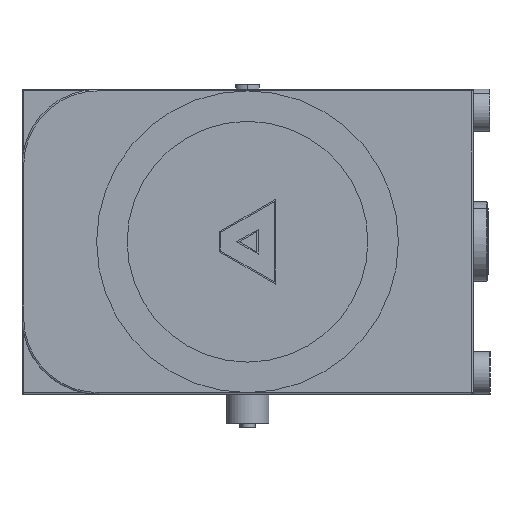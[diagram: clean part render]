
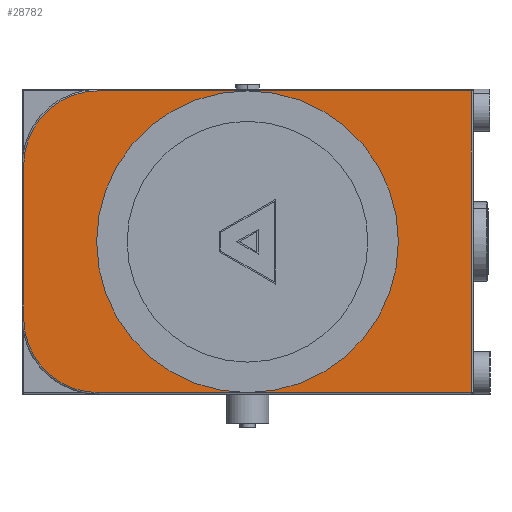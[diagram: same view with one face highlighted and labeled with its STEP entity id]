
A CAD part, left-side view. The second image highlights one B-rep face of the part: STEP entity #28782.
In plain terms, the highlighted planar face has unit normal (-1, 0, 0).
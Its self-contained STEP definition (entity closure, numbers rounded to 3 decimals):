
#1276 = ORIENTED_EDGE ( 'NONE', *, *, #17684, .T. ) ;
#1558 = EDGE_CURVE ( 'NONE', #13485, #2215, #24539, .T. ) ;
#2102 = CARTESIAN_POINT ( 'NONE',  ( -133., 176., 90. ) ) ;
#2215 = VERTEX_POINT ( 'NONE', #20947 ) ;
#2482 = DIRECTION ( 'NONE',  ( 0., 0., 1. ) ) ;
#2697 = AXIS2_PLACEMENT_3D ( 'NONE', #15498, #4683, #24864 ) ;
#2820 = ORIENTED_EDGE ( 'NONE', *, *, #28529, .T. ) ;
#4400 = DIRECTION ( 'NONE',  ( 1., 0., 0. ) ) ;
#4508 = CARTESIAN_POINT ( 'NONE',  ( -133., -264., 180. ) ) ;
#4683 = DIRECTION ( 'NONE',  ( 1., 0., 0. ) ) ;
#5441 = VERTEX_POINT ( 'NONE', #5867 ) ;
#5485 = VECTOR ( 'NONE', #11206, 1000. ) ;
#5734 = LINE ( 'NONE', #21793, #19242 ) ;
#5853 = CARTESIAN_POINT ( 'NONE',  ( -133., 264., 90. ) ) ;
#5867 = CARTESIAN_POINT ( 'NONE',  ( -133., 176., 178. ) ) ;
#6474 = DIRECTION ( 'NONE',  ( -1., 0., 0. ) ) ;
#6601 = FACE_OUTER_BOUND ( 'NONE', #15059, .T. ) ;
#6930 = DIRECTION ( 'NONE',  ( 1., 0., 0. ) ) ;
#6941 = EDGE_LOOP ( 'NONE', ( #7358, #1276 ) ) ;
#7178 = CARTESIAN_POINT ( 'NONE',  ( -133., 176., -90. ) ) ;
#7358 = ORIENTED_EDGE ( 'NONE', *, *, #8587, .T. ) ;
#7364 = CARTESIAN_POINT ( 'NONE',  ( -133., 0., 0. ) ) ;
#8587 = EDGE_CURVE ( 'NONE', #17318, #27634, #9219, .T. ) ;
#8793 = FACE_BOUND ( 'NONE', #6941, .T. ) ;
#9120 = CIRCLE ( 'NONE', #11005, 88. ) ;
#9133 = ORIENTED_EDGE ( 'NONE', *, *, #17987, .T. ) ;
#9150 = VERTEX_POINT ( 'NONE', #21188 ) ;
#9164 = EDGE_CURVE ( 'NONE', #9231, #9150, #25174, .T. ) ;
#9219 = CIRCLE ( 'NONE', #28378, 176.8 ) ;
#9231 = VERTEX_POINT ( 'NONE', #5853 ) ;
#9772 = CARTESIAN_POINT ( 'NONE',  ( -133., 0., 176.8 ) ) ;
#10015 = EDGE_CURVE ( 'NONE', #13108, #13485, #19835, .T. ) ;
#10186 = VECTOR ( 'NONE', #20905, 1000. ) ;
#10594 = AXIS2_PLACEMENT_3D ( 'NONE', #7178, #16073, #20035 ) ;
#11005 = AXIS2_PLACEMENT_3D ( 'NONE', #2102, #6474, #12882 ) ;
#11206 = DIRECTION ( 'NONE',  ( 0., -1., 0. ) ) ;
#11492 = CIRCLE ( 'NONE', #2697, 176.8 ) ;
#11529 = VECTOR ( 'NONE', #2482, 1000. ) ;
#11757 = ORIENTED_EDGE ( 'NONE', *, *, #10015, .T. ) ;
#12818 = CARTESIAN_POINT ( 'NONE',  ( -133., 176., -178. ) ) ;
#12882 = DIRECTION ( 'NONE',  ( 0., 0., -1. ) ) ;
#13108 = VERTEX_POINT ( 'NONE', #12818 ) ;
#13331 = ORIENTED_EDGE ( 'NONE', *, *, #13740, .T. ) ;
#13485 = VERTEX_POINT ( 'NONE', #23626 ) ;
#13740 = EDGE_CURVE ( 'NONE', #5441, #9231, #9120, .T. ) ;
#14597 = AXIS2_PLACEMENT_3D ( 'NONE', #24434, #4400, #18562 ) ;
#15059 = EDGE_LOOP ( 'NONE', ( #16477, #9133, #11757, #26071, #2820, #13331 ) ) ;
#15498 = CARTESIAN_POINT ( 'NONE',  ( -133., 0., 0. ) ) ;
#16073 = DIRECTION ( 'NONE',  ( -1., 0., 0. ) ) ;
#16264 = DIRECTION ( 'NONE',  ( 0., 0., -1. ) ) ;
#16366 = CARTESIAN_POINT ( 'NONE',  ( -133., 264., -180. ) ) ;
#16477 = ORIENTED_EDGE ( 'NONE', *, *, #9164, .T. ) ;
#17318 = VERTEX_POINT ( 'NONE', #9772 ) ;
#17684 = EDGE_CURVE ( 'NONE', #27634, #17318, #11492, .T. ) ;
#17700 = PLANE ( 'NONE',  #14597 ) ;
#17987 = EDGE_CURVE ( 'NONE', #9150, #13108, #27411, .T. ) ;
#18562 = DIRECTION ( 'NONE',  ( 0., 0., -1. ) ) ;
#19242 = VECTOR ( 'NONE', #24005, 1000. ) ;
#19835 = LINE ( 'NONE', #28769, #5485 ) ;
#20035 = DIRECTION ( 'NONE',  ( 0., 0., -1. ) ) ;
#20905 = DIRECTION ( 'NONE',  ( 0., 0., -1. ) ) ;
#20947 = CARTESIAN_POINT ( 'NONE',  ( -133., -264., 178. ) ) ;
#21188 = CARTESIAN_POINT ( 'NONE',  ( -133., 264., -90. ) ) ;
#21793 = CARTESIAN_POINT ( 'NONE',  ( -133., 266., 178. ) ) ;
#23626 = CARTESIAN_POINT ( 'NONE',  ( -133., -264., -178. ) ) ;
#23676 = CARTESIAN_POINT ( 'NONE',  ( -133., 0., -176.8 ) ) ;
#24005 = DIRECTION ( 'NONE',  ( 0., 1., 0. ) ) ;
#24434 = CARTESIAN_POINT ( 'NONE',  ( -133., 0., 0. ) ) ;
#24539 = LINE ( 'NONE', #4508, #11529 ) ;
#24864 = DIRECTION ( 'NONE',  ( 0., 0., -1. ) ) ;
#25174 = LINE ( 'NONE', #16366, #10186 ) ;
#26071 = ORIENTED_EDGE ( 'NONE', *, *, #1558, .T. ) ;
#27411 = CIRCLE ( 'NONE', #10594, 88. ) ;
#27634 = VERTEX_POINT ( 'NONE', #23676 ) ;
#28378 = AXIS2_PLACEMENT_3D ( 'NONE', #7364, #6930, #16264 ) ;
#28529 = EDGE_CURVE ( 'NONE', #2215, #5441, #5734, .T. ) ;
#28769 = CARTESIAN_POINT ( 'NONE',  ( -133., -266., -178. ) ) ;
#28782 = ADVANCED_FACE ( 'NONE', ( #6601, #8793 ), #17700, .F. ) ;
